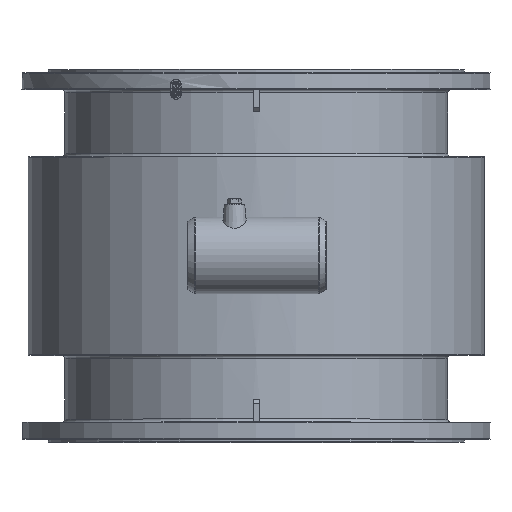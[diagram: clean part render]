
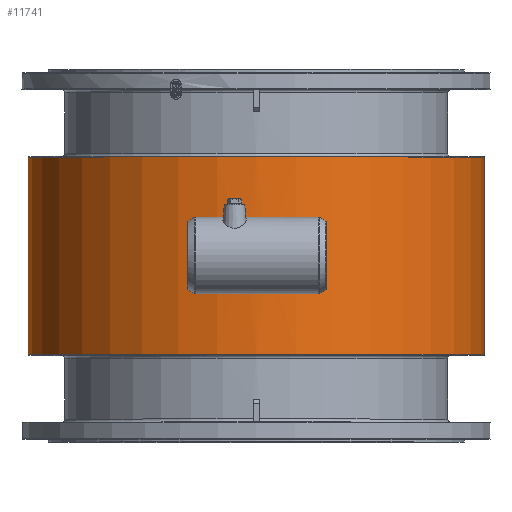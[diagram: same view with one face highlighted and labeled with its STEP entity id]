
A CAD part, top view. The second image highlights one B-rep face of the part: STEP entity #11741.
In plain terms, the highlighted cylindrical face has radius 367.5 mm (diameter 735 mm), a full revolution.
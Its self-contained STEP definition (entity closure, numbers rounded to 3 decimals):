
#1023=B_SPLINE_CURVE_WITH_KNOTS('',3,(#28369,#28370,#28371,#28372,#28373,
#28374,#28375,#28376,#28377,#28378,#28379,#28380,#28381,#28382,#28383,#28384,
#28385,#28386,#28387,#28388,#28389,#28390,#28391,#28392,#28393,#28394,#28395,
#28396,#28397,#28398,#28399,#28400,#28401,#28402,#28403),.UNSPECIFIED.,
 .F.,.F.,(4,2,2,2,2,2,2,2,3,2,2,2,2,2,2,2,4),(-3.165,-2.769,
-2.374,-1.978,-1.582,-1.187,
-0.791,-0.396,0.,0.396,0.791,
1.187,1.582,1.978,2.374,2.769,
3.165),.UNSPECIFIED.);
#1024=B_SPLINE_CURVE_WITH_KNOTS('',3,(#28404,#28405,#28406,#28407,#28408,
#28409,#28410,#28411,#28412,#28413,#28414,#28415,#28416,#28417,#28418,#28419,
#28420,#28421,#28422,#28423,#28424,#28425,#28426,#28427,#28428,#28429,#28430,
#28431,#28432,#28433,#28434,#28435,#28436,#28437),.UNSPECIFIED.,.F.,.F.,
(4,2,2,2,2,2,2,2,2,2,2,2,2,2,2,2,4),(3.165,3.561,
3.956,4.352,4.747,5.143,5.539,
5.934,6.33,6.725,7.121,7.517,
7.912,8.308,8.703,9.099,9.495),
 .UNSPECIFIED.);
#1625=LINE('',#28366,#2293);
#2293=VECTOR('',#14387,367.5);
#2759=CYLINDRICAL_SURFACE('',#12663,367.5);
#2952=FACE_BOUND('',#4059,.T.);
#3267=FACE_OUTER_BOUND('',#4058,.T.);
#4058=EDGE_LOOP('',(#9247,#9248,#9249,#9250));
#4059=EDGE_LOOP('',(#9251,#9252));
#4781=CIRCLE('',#12660,367.5);
#4784=CIRCLE('',#12664,367.5);
#5504=VERTEX_POINT('',#28358);
#5506=VERTEX_POINT('',#28364);
#5507=VERTEX_POINT('',#28367);
#5508=VERTEX_POINT('',#28368);
#6872=EDGE_CURVE('',#5504,#5504,#4781,.T.);
#6875=EDGE_CURVE('',#5506,#5506,#4784,.T.);
#6876=EDGE_CURVE('',#5506,#5504,#1625,.T.);
#6877=EDGE_CURVE('',#5507,#5508,#1023,.T.);
#6878=EDGE_CURVE('',#5508,#5507,#1024,.T.);
#9247=ORIENTED_EDGE('',*,*,#6875,.F.);
#9248=ORIENTED_EDGE('',*,*,#6876,.T.);
#9249=ORIENTED_EDGE('',*,*,#6872,.F.);
#9250=ORIENTED_EDGE('',*,*,#6876,.F.);
#9251=ORIENTED_EDGE('',*,*,#6877,.T.);
#9252=ORIENTED_EDGE('',*,*,#6878,.T.);
#11741=ADVANCED_FACE('',(#3267,#2952),#2759,.T.);
#12660=AXIS2_PLACEMENT_3D('',#28359,#14377,#14378);
#12663=AXIS2_PLACEMENT_3D('',#28363,#14383,#14384);
#12664=AXIS2_PLACEMENT_3D('',#28365,#14385,#14386);
#14377=DIRECTION('center_axis',(0.,0.,
1.));
#14378=DIRECTION('ref_axis',(0.,1.,0.));
#14383=DIRECTION('center_axis',(0.,0.,
-1.));
#14384=DIRECTION('ref_axis',(0.,-1.,0.));
#14385=DIRECTION('center_axis',(0.,0.,
-1.));
#14386=DIRECTION('ref_axis',(0.,1.,0.));
#14387=DIRECTION('',(0.,0.,1.));
#28358=CARTESIAN_POINT('',(95.,925.25,159.));
#28359=CARTESIAN_POINT('Origin',(95.,557.75,159.));
#28363=CARTESIAN_POINT('Origin',(95.,557.75,0.));
#28364=CARTESIAN_POINT('',(95.,925.25,-159.));
#28365=CARTESIAN_POINT('Origin',(95.,557.75,-159.));
#28366=CARTESIAN_POINT('',(95.,925.25,0.));
#28367=CARTESIAN_POINT('',(95.,190.25,21.));
#28368=CARTESIAN_POINT('',(95.,190.25,-21.));
#28369=CARTESIAN_POINT('Ctrl Pts',(95.,190.25,21.));
#28370=CARTESIAN_POINT('Ctrl Pts',(96.319,190.25,21.));
#28371=CARTESIAN_POINT('Ctrl Pts',(97.682,190.257,20.874));
#28372=CARTESIAN_POINT('Ctrl Pts',(100.395,190.287,20.342));
#28373=CARTESIAN_POINT('Ctrl Pts',(101.744,190.31,19.937));
#28374=CARTESIAN_POINT('Ctrl Pts',(104.331,190.366,18.865));
#28375=CARTESIAN_POINT('Ctrl Pts',(105.571,190.4,18.198));
#28376=CARTESIAN_POINT('Ctrl Pts',(107.864,190.473,16.656));
#28377=CARTESIAN_POINT('Ctrl Pts',(108.917,190.512,15.781));
#28378=CARTESIAN_POINT('Ctrl Pts',(110.781,190.588,13.917));
#28379=CARTESIAN_POINT('Ctrl Pts',(111.656,190.627,12.864));
#28380=CARTESIAN_POINT('Ctrl Pts',(113.198,190.7,10.571));
#28381=CARTESIAN_POINT('Ctrl Pts',(113.865,190.734,9.331));
#28382=CARTESIAN_POINT('Ctrl Pts',(114.937,190.791,6.744));
#28383=CARTESIAN_POINT('Ctrl Pts',(115.342,190.813,5.395));
#28384=CARTESIAN_POINT('Ctrl Pts',(115.874,190.843,2.682));
#28385=CARTESIAN_POINT('Ctrl Pts',(116.,190.85,1.319));
#28386=CARTESIAN_POINT('Ctrl Pts',(116.,190.85,0.));
#28387=CARTESIAN_POINT('Ctrl Pts',(116.,190.85,-1.319));
#28388=CARTESIAN_POINT('Ctrl Pts',(115.874,190.843,-2.682));
#28389=CARTESIAN_POINT('Ctrl Pts',(115.342,190.813,-5.395));
#28390=CARTESIAN_POINT('Ctrl Pts',(114.937,190.791,-6.744));
#28391=CARTESIAN_POINT('Ctrl Pts',(113.865,190.734,-9.331));
#28392=CARTESIAN_POINT('Ctrl Pts',(113.198,190.7,-10.571));
#28393=CARTESIAN_POINT('Ctrl Pts',(111.656,190.627,-12.864));
#28394=CARTESIAN_POINT('Ctrl Pts',(110.781,190.588,-13.917));
#28395=CARTESIAN_POINT('Ctrl Pts',(108.917,190.512,-15.781));
#28396=CARTESIAN_POINT('Ctrl Pts',(107.864,190.473,-16.656));
#28397=CARTESIAN_POINT('Ctrl Pts',(105.571,190.4,-18.198));
#28398=CARTESIAN_POINT('Ctrl Pts',(104.331,190.366,-18.865));
#28399=CARTESIAN_POINT('Ctrl Pts',(101.744,190.31,-19.937));
#28400=CARTESIAN_POINT('Ctrl Pts',(100.395,190.287,-20.342));
#28401=CARTESIAN_POINT('Ctrl Pts',(97.682,190.257,-20.874));
#28402=CARTESIAN_POINT('Ctrl Pts',(96.319,190.25,-21.));
#28403=CARTESIAN_POINT('Ctrl Pts',(95.,190.25,-21.));
#28404=CARTESIAN_POINT('Ctrl Pts',(95.,190.25,-21.));
#28405=CARTESIAN_POINT('Ctrl Pts',(93.681,190.25,-21.));
#28406=CARTESIAN_POINT('Ctrl Pts',(92.318,190.257,-20.874));
#28407=CARTESIAN_POINT('Ctrl Pts',(89.605,190.287,-20.342));
#28408=CARTESIAN_POINT('Ctrl Pts',(88.256,190.31,-19.937));
#28409=CARTESIAN_POINT('Ctrl Pts',(85.669,190.366,-18.865));
#28410=CARTESIAN_POINT('Ctrl Pts',(84.429,190.4,-18.198));
#28411=CARTESIAN_POINT('Ctrl Pts',(82.136,190.473,-16.656));
#28412=CARTESIAN_POINT('Ctrl Pts',(81.083,190.512,-15.781));
#28413=CARTESIAN_POINT('Ctrl Pts',(79.219,190.588,-13.917));
#28414=CARTESIAN_POINT('Ctrl Pts',(78.344,190.627,-12.864));
#28415=CARTESIAN_POINT('Ctrl Pts',(76.802,190.7,-10.571));
#28416=CARTESIAN_POINT('Ctrl Pts',(76.135,190.734,-9.331));
#28417=CARTESIAN_POINT('Ctrl Pts',(75.063,190.791,-6.744));
#28418=CARTESIAN_POINT('Ctrl Pts',(74.658,190.813,-5.395));
#28419=CARTESIAN_POINT('Ctrl Pts',(74.126,190.843,-2.682));
#28420=CARTESIAN_POINT('Ctrl Pts',(74.,190.85,-1.319));
#28421=CARTESIAN_POINT('Ctrl Pts',(74.,190.85,1.319));
#28422=CARTESIAN_POINT('Ctrl Pts',(74.126,190.843,2.682));
#28423=CARTESIAN_POINT('Ctrl Pts',(74.658,190.813,5.395));
#28424=CARTESIAN_POINT('Ctrl Pts',(75.063,190.791,6.744));
#28425=CARTESIAN_POINT('Ctrl Pts',(76.135,190.734,9.331));
#28426=CARTESIAN_POINT('Ctrl Pts',(76.802,190.7,10.571));
#28427=CARTESIAN_POINT('Ctrl Pts',(78.344,190.627,12.864));
#28428=CARTESIAN_POINT('Ctrl Pts',(79.219,190.588,13.917));
#28429=CARTESIAN_POINT('Ctrl Pts',(81.083,190.512,15.781));
#28430=CARTESIAN_POINT('Ctrl Pts',(82.136,190.473,16.656));
#28431=CARTESIAN_POINT('Ctrl Pts',(84.429,190.4,18.198));
#28432=CARTESIAN_POINT('Ctrl Pts',(85.669,190.366,18.865));
#28433=CARTESIAN_POINT('Ctrl Pts',(88.256,190.31,19.937));
#28434=CARTESIAN_POINT('Ctrl Pts',(89.605,190.287,20.342));
#28435=CARTESIAN_POINT('Ctrl Pts',(92.318,190.257,20.874));
#28436=CARTESIAN_POINT('Ctrl Pts',(93.681,190.25,21.));
#28437=CARTESIAN_POINT('Ctrl Pts',(95.,190.25,21.));
